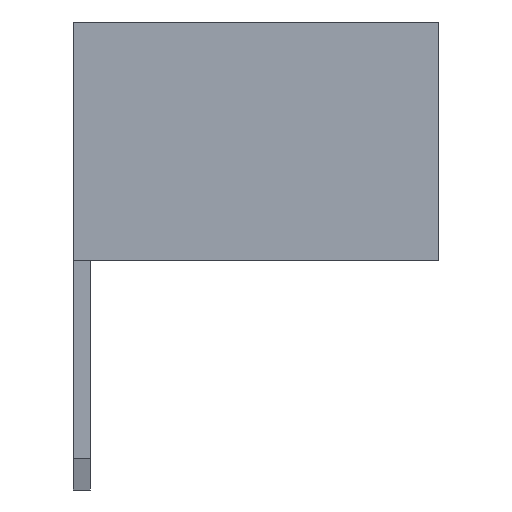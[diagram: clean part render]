
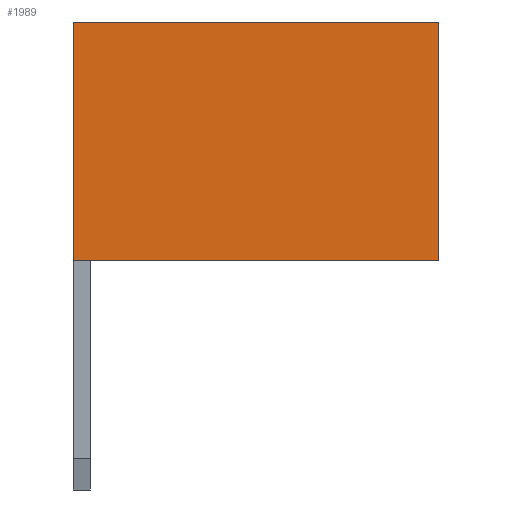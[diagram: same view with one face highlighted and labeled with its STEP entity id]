
A CAD part, left-side view. The second image highlights one B-rep face of the part: STEP entity #1989.
In plain terms, the highlighted planar face has unit normal (-1, 0, 0).
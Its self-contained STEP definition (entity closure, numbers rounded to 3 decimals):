
#1989=ADVANCED_FACE('',(#14041),#14043,.T.);
#14041=FACE_BOUND('',#14042,.T.);
#14042=EDGE_LOOP('',(#23683,#23684,#23685,#23686));
#14043=PLANE('',#14044);
#14044=AXIS2_PLACEMENT_3D('',#14045,#14046,#14047);
#14045=CARTESIAN_POINT('',(-1.,-4.2,0.));
#14046=DIRECTION('',(-1.,0.,0.));
#14047=DIRECTION('',(0.,0.,1.));
#23683=ORIENTED_EDGE('',*,*,#30337,.T.);
#23684=ORIENTED_EDGE('',*,*,#30692,.T.);
#23685=ORIENTED_EDGE('',*,*,#30158,.F.);
#23686=ORIENTED_EDGE('',*,*,#30691,.F.);
#30158=EDGE_CURVE('',#34234,#34236,#34237,.T.);
#30337=EDGE_CURVE('',#34488,#34489,#34490,.T.);
#30691=EDGE_CURVE('',#34488,#34234,#35077,.T.);
#30692=EDGE_CURVE('',#34489,#34236,#35078,.T.);
#34234=VERTEX_POINT('',#41060);
#34236=VERTEX_POINT('',#41064);
#34237=LINE('',#41065,#41066);
#34488=VERTEX_POINT('',#41674);
#34489=VERTEX_POINT('',#41675);
#34490=LINE('',#41676,#41677);
#35077=LINE('',#42971,#42972);
#35078=LINE('',#42974,#42975);
#41060=CARTESIAN_POINT('',(-1.,0.1,0.));
#41064=CARTESIAN_POINT('',(-1.,0.1,2.8));
#41065=CARTESIAN_POINT('',(-1.,0.1,0.));
#41066=VECTOR('',#41067,1.);
#41067=DIRECTION('',(0.,0.,1.));
#41674=CARTESIAN_POINT('',(-1.,-4.2,0.));
#41675=CARTESIAN_POINT('',(-1.,-4.2,2.8));
#41676=CARTESIAN_POINT('',(-1.,-4.2,0.));
#41677=VECTOR('',#41678,1.);
#41678=DIRECTION('',(0.,0.,1.));
#42971=CARTESIAN_POINT('',(-1.,-4.2,0.));
#42972=VECTOR('',#42973,1.);
#42973=DIRECTION('',(0.,1.,0.));
#42974=CARTESIAN_POINT('',(-1.,-4.2,2.8));
#42975=VECTOR('',#42976,1.);
#42976=DIRECTION('',(0.,1.,0.));
